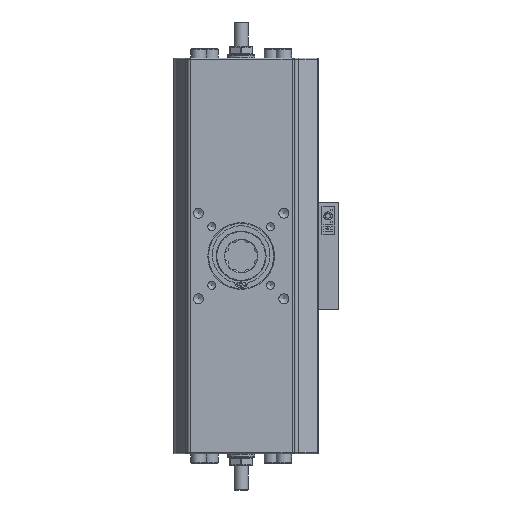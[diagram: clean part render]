
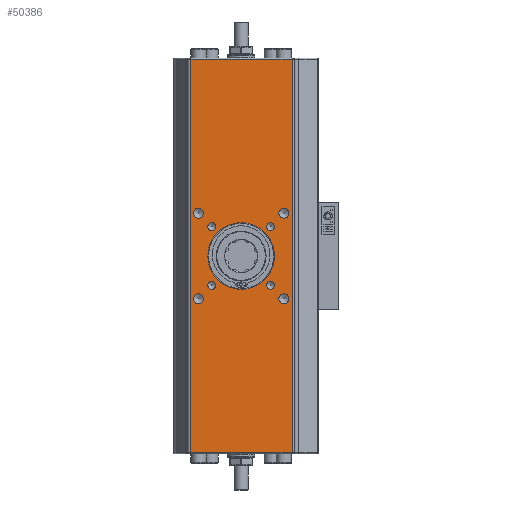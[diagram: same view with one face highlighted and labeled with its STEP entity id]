
A CAD part, front view. The second image highlights one B-rep face of the part: STEP entity #50386.
In plain terms, the highlighted planar face has unit normal (0, -1, 0).
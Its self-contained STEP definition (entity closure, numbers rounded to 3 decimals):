
#31703=CARTESIAN_POINT('',(-43.,-66.5,-166.0));
#31704=VERTEX_POINT('',#31703);
#31824=CARTESIAN_POINT('',(43.,-66.5,-166.0));
#31825=VERTEX_POINT('',#31824);
#31833=CARTESIAN_POINT('',(-43.,-66.5,-166.0));
#31834=DIRECTION('',(1.0,0.0,0.0));
#31835=VECTOR('',#31834,86.);
#31836=LINE('',#31833,#31835);
#31837=EDGE_CURVE('',#31704,#31825,#31836,.T.);
#47815=CARTESIAN_POINT('',(-43.,-66.5,166.0));
#47816=VERTEX_POINT('',#47815);
#47875=CARTESIAN_POINT('',(43.,-66.5,166.0));
#47876=VERTEX_POINT('',#47875);
#47893=CARTESIAN_POINT('',(-43.,-66.5,166.0));
#47894=DIRECTION('',(1.0,0.0,0.0));
#47895=VECTOR('',#47894,86.);
#47896=LINE('',#47893,#47895);
#47897=EDGE_CURVE('',#47816,#47876,#47896,.T.);
#49065=CARTESIAN_POINT('',(-36.062,-66.5,40.25));
#49066=VERTEX_POINT('',#49065);
#49067=CARTESIAN_POINT('',(-36.062,-66.5,36.062));
#49068=DIRECTION('',(0.0,1.0,0.0));
#49069=DIRECTION('',(0.0,0.0,1.0));
#49070=AXIS2_PLACEMENT_3D('',#49067,#49068,#49069);
#49071=CIRCLE('',#49070,4.188);
#49072=EDGE_CURVE('',#49066,#49066,#49071,.T.);
#49144=CARTESIAN_POINT('',(-40.25,-66.5,-36.062));
#49145=VERTEX_POINT('',#49144);
#49146=CARTESIAN_POINT('',(-36.062,-66.5,-36.062));
#49147=DIRECTION('',(0.0,1.0,0.0));
#49148=DIRECTION('',(-1.0,0.0,0.0));
#49149=AXIS2_PLACEMENT_3D('',#49146,#49147,#49148);
#49150=CIRCLE('',#49149,4.188);
#49151=EDGE_CURVE('',#49145,#49145,#49150,.T.);
#49223=CARTESIAN_POINT('',(36.062,-66.5,-40.25));
#49224=VERTEX_POINT('',#49223);
#49225=CARTESIAN_POINT('',(36.062,-66.5,-36.062));
#49226=DIRECTION('',(0.0,1.0,0.0));
#49227=DIRECTION('',(0.0,0.0,-1.0));
#49228=AXIS2_PLACEMENT_3D('',#49225,#49226,#49227);
#49229=CIRCLE('',#49228,4.188);
#49230=EDGE_CURVE('',#49224,#49224,#49229,.T.);
#49302=CARTESIAN_POINT('',(-24.749,-66.5,28.072));
#49303=VERTEX_POINT('',#49302);
#49304=CARTESIAN_POINT('',(-24.749,-66.5,24.749));
#49305=DIRECTION('',(0.0,1.0,0.0));
#49306=DIRECTION('',(0.0,0.0,1.0));
#49307=AXIS2_PLACEMENT_3D('',#49304,#49305,#49306);
#49308=CIRCLE('',#49307,3.324);
#49309=EDGE_CURVE('',#49303,#49303,#49308,.T.);
#49381=CARTESIAN_POINT('',(-28.072,-66.5,-24.749));
#49382=VERTEX_POINT('',#49381);
#49383=CARTESIAN_POINT('',(-24.749,-66.5,-24.749));
#49384=DIRECTION('',(0.0,1.0,0.0));
#49385=DIRECTION('',(-1.0,0.0,0.0));
#49386=AXIS2_PLACEMENT_3D('',#49383,#49384,#49385);
#49387=CIRCLE('',#49386,3.324);
#49388=EDGE_CURVE('',#49382,#49382,#49387,.T.);
#49460=CARTESIAN_POINT('',(24.749,-66.5,-28.072));
#49461=VERTEX_POINT('',#49460);
#49462=CARTESIAN_POINT('',(24.749,-66.5,-24.749));
#49463=DIRECTION('',(0.0,1.0,0.0));
#49464=DIRECTION('',(0.0,0.0,-1.0));
#49465=AXIS2_PLACEMENT_3D('',#49462,#49463,#49464);
#49466=CIRCLE('',#49465,3.324);
#49467=EDGE_CURVE('',#49461,#49461,#49466,.T.);
#49539=CARTESIAN_POINT('',(40.25,-66.5,36.062));
#49540=VERTEX_POINT('',#49539);
#49541=CARTESIAN_POINT('',(36.062,-66.5,36.062));
#49542=DIRECTION('',(0.0,1.0,0.0));
#49543=DIRECTION('',(1.0,0.0,0.0));
#49544=AXIS2_PLACEMENT_3D('',#49541,#49542,#49543);
#49545=CIRCLE('',#49544,4.188);
#49546=EDGE_CURVE('',#49540,#49540,#49545,.T.);
#49618=CARTESIAN_POINT('',(28.072,-66.5,24.749));
#49619=VERTEX_POINT('',#49618);
#49620=CARTESIAN_POINT('',(24.749,-66.5,24.749));
#49621=DIRECTION('',(0.0,1.0,0.0));
#49622=DIRECTION('',(1.0,0.0,0.0));
#49623=AXIS2_PLACEMENT_3D('',#49620,#49621,#49622);
#49624=CIRCLE('',#49623,3.324);
#49625=EDGE_CURVE('',#49619,#49619,#49624,.T.);
#50306=CARTESIAN_POINT('',(-28.134,-66.5,0.));
#50307=VERTEX_POINT('',#50306);
#50308=CARTESIAN_POINT('',(0.,-66.5,0.0));
#50309=DIRECTION('',(0.0,-1.0,0.0));
#50310=DIRECTION('',(1.0,0.0,0.0));
#50311=AXIS2_PLACEMENT_3D('',#50308,#50309,#50310);
#50312=CIRCLE('',#50311,28.134);
#50313=EDGE_CURVE('',#50307,#50307,#50312,.T.);
#50338=CARTESIAN_POINT('',(43.,-66.5,0.0));
#50339=DIRECTION('',(0.0,-1.0,0.0));
#50340=DIRECTION('',(0.0,0.0,-1.0));
#50341=AXIS2_PLACEMENT_3D('',#50338,#50339,#50340);
#50342=PLANE('',#50341);
#50343=CARTESIAN_POINT('',(-43.0,-66.5,-166.0));
#50344=DIRECTION('',(0.0,0.0,1.0));
#50345=VECTOR('',#50344,332.0);
#50346=LINE('',#50343,#50345);
#50347=EDGE_CURVE('',#31704,#47816,#50346,.T.);
#50348=ORIENTED_EDGE('',*,*,#50347,.F.);
#50349=ORIENTED_EDGE('',*,*,#31837,.T.);
#50350=CARTESIAN_POINT('',(43.,-66.5,-166.0));
#50351=DIRECTION('',(0.0,0.0,1.0));
#50352=VECTOR('',#50351,332.0);
#50353=LINE('',#50350,#50352);
#50354=EDGE_CURVE('',#31825,#47876,#50353,.T.);
#50355=ORIENTED_EDGE('',*,*,#50354,.T.);
#50356=ORIENTED_EDGE('',*,*,#47897,.F.);
#50357=EDGE_LOOP('',(#50348,#50349,#50355,#50356));
#50358=FACE_OUTER_BOUND('',#50357,.T.);
#50359=ORIENTED_EDGE('',*,*,#49072,.T.);
#50360=EDGE_LOOP('',(#50359));
#50361=FACE_BOUND('',#50360,.T.);
#50362=ORIENTED_EDGE('',*,*,#49151,.T.);
#50363=EDGE_LOOP('',(#50362));
#50364=FACE_BOUND('',#50363,.T.);
#50365=ORIENTED_EDGE('',*,*,#49230,.T.);
#50366=EDGE_LOOP('',(#50365));
#50367=FACE_BOUND('',#50366,.T.);
#50368=ORIENTED_EDGE('',*,*,#49309,.T.);
#50369=EDGE_LOOP('',(#50368));
#50370=FACE_BOUND('',#50369,.T.);
#50371=ORIENTED_EDGE('',*,*,#49388,.T.);
#50372=EDGE_LOOP('',(#50371));
#50373=FACE_BOUND('',#50372,.T.);
#50374=ORIENTED_EDGE('',*,*,#49467,.T.);
#50375=EDGE_LOOP('',(#50374));
#50376=FACE_BOUND('',#50375,.T.);
#50377=ORIENTED_EDGE('',*,*,#49546,.T.);
#50378=EDGE_LOOP('',(#50377));
#50379=FACE_BOUND('',#50378,.T.);
#50380=ORIENTED_EDGE('',*,*,#49625,.T.);
#50381=EDGE_LOOP('',(#50380));
#50382=FACE_BOUND('',#50381,.T.);
#50383=ORIENTED_EDGE('',*,*,#50313,.F.);
#50384=EDGE_LOOP('',(#50383));
#50385=FACE_BOUND('',#50384,.T.);
#50386=ADVANCED_FACE('',(#50358,#50361,#50364,#50367,#50370,#50373,#50376,#50379,#50382,#50385),#50342,.T.);
